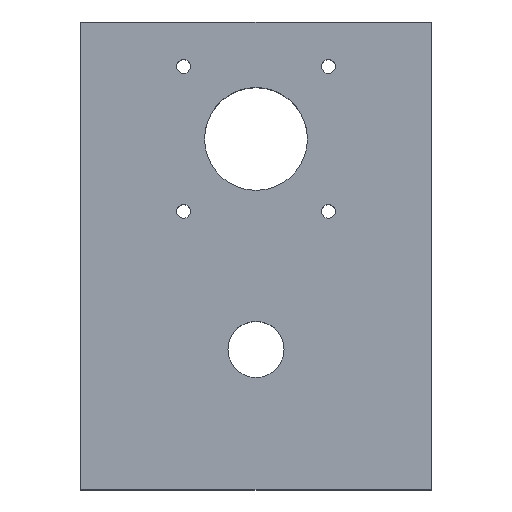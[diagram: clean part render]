
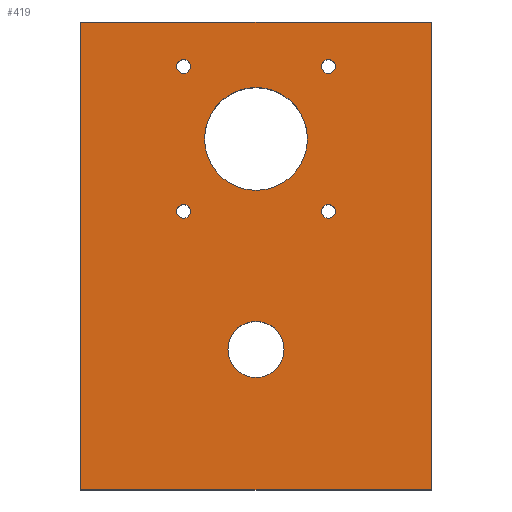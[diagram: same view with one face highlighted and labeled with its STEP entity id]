
A CAD part, top view. The second image highlights one B-rep face of the part: STEP entity #419.
In plain terms, the highlighted planar face has unit normal (0, 0, 1).
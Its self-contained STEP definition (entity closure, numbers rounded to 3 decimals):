
#23 = EDGE_CURVE ( 'NONE', #664, #668, #623, .T. ) ;
#25 = EDGE_CURVE ( 'NONE', #689, #687, #571, .T. ) ;
#27 = EDGE_CURVE ( 'NONE', #693, #692, #556, .T. ) ;
#55 = ORIENTED_EDGE ( 'NONE', *, *, #832, .T. ) ;
#56 = ORIENTED_EDGE ( 'NONE', *, *, #142, .F. ) ;
#57 = ORIENTED_EDGE ( 'NONE', *, *, #829, .T. ) ;
#75 = ORIENTED_EDGE ( 'NONE', *, *, #836, .T. ) ;
#76 = ORIENTED_EDGE ( 'NONE', *, *, #27, .T. ) ;
#86 = ORIENTED_EDGE ( 'NONE', *, *, #145, .T. ) ;
#91 = ORIENTED_EDGE ( 'NONE', *, *, #830, .T. ) ;
#116 = ORIENTED_EDGE ( 'NONE', *, *, #828, .T. ) ;
#117 = ORIENTED_EDGE ( 'NONE', *, *, #25, .T. ) ;
#120 = ORIENTED_EDGE ( 'NONE', *, *, #141, .T. ) ;
#123 = ORIENTED_EDGE ( 'NONE', *, *, #23, .T. ) ;
#125 = ORIENTED_EDGE ( 'NONE', *, *, #303, .T. ) ;
#126 = ORIENTED_EDGE ( 'NONE', *, *, #831, .T. ) ;
#127 = ORIENTED_EDGE ( 'NONE', *, *, #825, .T. ) ;
#131 = ORIENTED_EDGE ( 'NONE', *, *, #833, .F. ) ;
#134 = ORIENTED_EDGE ( 'NONE', *, *, #300, .T. ) ;
#141 = EDGE_CURVE ( 'NONE', #692, #693, #531, .T. ) ;
#142 = EDGE_CURVE ( 'NONE', #700, #684, #565, .T. ) ;
#145 = EDGE_CURVE ( 'NONE', #698, #681, #615, .T. ) ;
#176 = AXIS2_PLACEMENT_3D ( 'NONE', #742, #743, #744 ) ;
#179 = AXIS2_PLACEMENT_3D ( 'NONE', #731, #734, #735 ) ;
#180 = AXIS2_PLACEMENT_3D ( 'NONE', #736, #738, #739 ) ;
#181 = AXIS2_PLACEMENT_3D ( 'NONE', #746, #745, #747 ) ;
#183 = AXIS2_PLACEMENT_3D ( 'NONE', #755, #756, #757 ) ;
#188 = AXIS2_PLACEMENT_3D ( 'NONE', #784, #791, #792 ) ;
#189 = AXIS2_PLACEMENT_3D ( 'NONE', #799, #801, #802 ) ;
#205 = CARTESIAN_POINT ( 'NONE',  ( 51.5, 90.5, 0. ) ) ;
#207 = CARTESIAN_POINT ( 'NONE',  ( 0., 100., 0. ) ) ;
#209 = CARTESIAN_POINT ( 'NONE',  ( 26.5, 75., 0. ) ) ;
#214 = CARTESIAN_POINT ( 'NONE',  ( 0., 100., 0. ) ) ;
#220 = DIRECTION ( 'NONE',  ( 0., 0., -1. ) ) ;
#229 = DIRECTION ( 'NONE',  ( -1., 0., 0. ) ) ;
#233 = CARTESIAN_POINT ( 'NONE',  ( 20.5, 59.5, 0. ) ) ;
#237 = CARTESIAN_POINT ( 'NONE',  ( 23.5, 59.5, 0. ) ) ;
#241 = CARTESIAN_POINT ( 'NONE',  ( 48.5, 75., 0. ) ) ;
#245 = PLANE ( 'NONE',  #389 ) ;
#288 = CARTESIAN_POINT ( 'NONE',  ( 0., 0., 0. ) ) ;
#300 = EDGE_CURVE ( 'NONE', #695, #697, #548, .T. ) ;
#303 = EDGE_CURVE ( 'NONE', #668, #664, #564, .T. ) ;
#305 = CARTESIAN_POINT ( 'NONE',  ( 0., 100., 0. ) ) ;
#306 = DIRECTION ( 'NONE',  ( 0., -1., 0. ) ) ;
#309 = CARTESIAN_POINT ( 'NONE',  ( 37.5, 75., 0. ) ) ;
#311 = CARTESIAN_POINT ( 'NONE',  ( 37.5, 30., 0. ) ) ;
#314 = CARTESIAN_POINT ( 'NONE',  ( 54.5, 59.5, 0. ) ) ;
#316 = DIRECTION ( 'NONE',  ( 0., 0., -1. ) ) ;
#317 = DIRECTION ( 'NONE',  ( -1., 0., 0. ) ) ;
#318 = CARTESIAN_POINT ( 'NONE',  ( 53., 90.5, 0. ) ) ;
#319 = DIRECTION ( 'NONE',  ( 0., 0., -1. ) ) ;
#320 = DIRECTION ( 'NONE',  ( -1., 0., 0. ) ) ;
#322 = CARTESIAN_POINT ( 'NONE',  ( 22., 90.5, 0. ) ) ;
#323 = CARTESIAN_POINT ( 'NONE',  ( 37.5, 75., 0. ) ) ;
#324 = DIRECTION ( 'NONE',  ( 0., 0., -1. ) ) ;
#325 = DIRECTION ( 'NONE',  ( -1., 0., 0. ) ) ;
#327 = CARTESIAN_POINT ( 'NONE',  ( 51.5, 59.5, 0. ) ) ;
#329 = DIRECTION ( 'NONE',  ( 0., 0., -1. ) ) ;
#330 = DIRECTION ( 'NONE',  ( -1., 0., 0. ) ) ;
#331 = CARTESIAN_POINT ( 'NONE',  ( 0., 0., 0. ) ) ;
#332 = DIRECTION ( 'NONE',  ( 1., 0., 0. ) ) ;
#333 = CARTESIAN_POINT ( 'NONE',  ( 0., 100., 0. ) ) ;
#334 = DIRECTION ( 'NONE',  ( 1., 0., 0. ) ) ;
#337 = CARTESIAN_POINT ( 'NONE',  ( 43.5, 30., 0. ) ) ;
#342 = DIRECTION ( 'NONE',  ( -1., 0., 0. ) ) ;
#343 = CARTESIAN_POINT ( 'NONE',  ( 75., 0., 0. ) ) ;
#346 = CARTESIAN_POINT ( 'NONE',  ( 31.5, 30., 0. ) ) ;
#356 = DIRECTION ( 'NONE',  ( 0., 0., -1. ) ) ;
#362 = CARTESIAN_POINT ( 'NONE',  ( 23.5, 90.5, 0. ) ) ;
#364 = CARTESIAN_POINT ( 'NONE',  ( 20.5, 90.5, 0. ) ) ;
#365 = CARTESIAN_POINT ( 'NONE',  ( 54.5, 90.5, 0. ) ) ;
#367 = CARTESIAN_POINT ( 'NONE',  ( 75., 100., 0. ) ) ;
#383 = AXIS2_PLACEMENT_3D ( 'NONE', #311, #316, #317 ) ;
#389 = AXIS2_PLACEMENT_3D ( 'NONE', #214, #220, #229 ) ;
#400 = AXIS2_PLACEMENT_3D ( 'NONE', #309, #319, #320 ) ;
#401 = AXIS2_PLACEMENT_3D ( 'NONE', #322, #324, #325 ) ;
#402 = AXIS2_PLACEMENT_3D ( 'NONE', #323, #356, #342 ) ;
#403 = AXIS2_PLACEMENT_3D ( 'NONE', #318, #329, #330 ) ;
#419 = ADVANCED_FACE ( 'NONE', ( #558, #530, #518, #520, #608, #528, #517 ), #245, .F. ) ;
#462 = CIRCLE ( 'NONE', #403, 1.5 ) ;
#467 = LINE ( 'NONE', #333, #472 ) ;
#470 = CIRCLE ( 'NONE', #401, 1.5 ) ;
#472 = VECTOR ( 'NONE', #334, 1000. ) ;
#493 = LINE ( 'NONE', #305, #501 ) ;
#501 = VECTOR ( 'NONE', #306, 1000. ) ;
#509 = CIRCLE ( 'NONE', #402, 11. ) ;
#511 = CIRCLE ( 'NONE', #400, 11. ) ;
#515 = VECTOR ( 'NONE', #332, 1000. ) ;
#517 = FACE_OUTER_BOUND ( 'NONE', #551, .T. ) ;
#518 = FACE_BOUND ( 'NONE', #588, .T. ) ;
#520 = FACE_BOUND ( 'NONE', #532, .T. ) ;
#528 = FACE_BOUND ( 'NONE', #622, .T. ) ;
#530 = FACE_BOUND ( 'NONE', #621, .T. ) ;
#531 = CIRCLE ( 'NONE', #181, 1.5 ) ;
#532 = EDGE_LOOP ( 'NONE', ( #123, #125 ) ) ;
#548 = CIRCLE ( 'NONE', #188, 1.5 ) ;
#551 = EDGE_LOOP ( 'NONE', ( #55, #56, #131, #127 ) ) ;
#556 = CIRCLE ( 'NONE', #176, 1.5 ) ;
#558 = FACE_BOUND ( 'NONE', #600, .T. ) ;
#562 = VECTOR ( 'NONE', #749, 1000. ) ;
#564 = CIRCLE ( 'NONE', #189, 1.5 ) ;
#565 = LINE ( 'NONE', #748, #562 ) ;
#571 = CIRCLE ( 'NONE', #180, 6. ) ;
#588 = EDGE_LOOP ( 'NONE', ( #57, #75 ) ) ;
#600 = EDGE_LOOP ( 'NONE', ( #91, #134 ) ) ;
#608 = FACE_BOUND ( 'NONE', #635, .T. ) ;
#615 = CIRCLE ( 'NONE', #183, 1.5 ) ;
#621 = EDGE_LOOP ( 'NONE', ( #126, #86 ) ) ;
#622 = EDGE_LOOP ( 'NONE', ( #116, #117 ) ) ;
#623 = CIRCLE ( 'NONE', #179, 1.5 ) ;
#635 = EDGE_LOOP ( 'NONE', ( #76, #120 ) ) ;
#640 = LINE ( 'NONE', #331, #515 ) ;
#643 = CIRCLE ( 'NONE', #383, 6. ) ;
#664 = VERTEX_POINT ( 'NONE', #233 ) ;
#665 = VERTEX_POINT ( 'NONE', #209 ) ;
#668 = VERTEX_POINT ( 'NONE', #237 ) ;
#670 = VERTEX_POINT ( 'NONE', #241 ) ;
#672 = VERTEX_POINT ( 'NONE', #288 ) ;
#676 = VERTEX_POINT ( 'NONE', #207 ) ;
#681 = VERTEX_POINT ( 'NONE', #205 ) ;
#684 = VERTEX_POINT ( 'NONE', #343 ) ;
#687 = VERTEX_POINT ( 'NONE', #346 ) ;
#689 = VERTEX_POINT ( 'NONE', #337 ) ;
#692 = VERTEX_POINT ( 'NONE', #314 ) ;
#693 = VERTEX_POINT ( 'NONE', #327 ) ;
#695 = VERTEX_POINT ( 'NONE', #362 ) ;
#697 = VERTEX_POINT ( 'NONE', #364 ) ;
#698 = VERTEX_POINT ( 'NONE', #365 ) ;
#700 = VERTEX_POINT ( 'NONE', #367 ) ;
#731 = CARTESIAN_POINT ( 'NONE',  ( 22., 59.5, 0. ) ) ;
#734 = DIRECTION ( 'NONE',  ( 0., 0., -1. ) ) ;
#735 = DIRECTION ( 'NONE',  ( -1., 0., 0. ) ) ;
#736 = CARTESIAN_POINT ( 'NONE',  ( 37.5, 30., 0. ) ) ;
#738 = DIRECTION ( 'NONE',  ( 0., 0., -1. ) ) ;
#739 = DIRECTION ( 'NONE',  ( -1., 0., 0. ) ) ;
#742 = CARTESIAN_POINT ( 'NONE',  ( 53., 59.5, 0. ) ) ;
#743 = DIRECTION ( 'NONE',  ( 0., 0., -1. ) ) ;
#744 = DIRECTION ( 'NONE',  ( -1., 0., 0. ) ) ;
#745 = DIRECTION ( 'NONE',  ( 0., 0., -1. ) ) ;
#746 = CARTESIAN_POINT ( 'NONE',  ( 53., 59.5, 0. ) ) ;
#747 = DIRECTION ( 'NONE',  ( -1., 0., 0. ) ) ;
#748 = CARTESIAN_POINT ( 'NONE',  ( 75., 100., 0. ) ) ;
#749 = DIRECTION ( 'NONE',  ( 0., -1., 0. ) ) ;
#755 = CARTESIAN_POINT ( 'NONE',  ( 53., 90.5, 0. ) ) ;
#756 = DIRECTION ( 'NONE',  ( 0., 0., -1. ) ) ;
#757 = DIRECTION ( 'NONE',  ( -1., 0., 0. ) ) ;
#784 = CARTESIAN_POINT ( 'NONE',  ( 22., 90.5, 0. ) ) ;
#791 = DIRECTION ( 'NONE',  ( 0., 0., -1. ) ) ;
#792 = DIRECTION ( 'NONE',  ( -1., 0., 0. ) ) ;
#799 = CARTESIAN_POINT ( 'NONE',  ( 22., 59.5, 0. ) ) ;
#801 = DIRECTION ( 'NONE',  ( 0., 0., -1. ) ) ;
#802 = DIRECTION ( 'NONE',  ( -1., 0., 0. ) ) ;
#825 = EDGE_CURVE ( 'NONE', #676, #672, #493, .T. ) ;
#828 = EDGE_CURVE ( 'NONE', #687, #689, #643, .T. ) ;
#829 = EDGE_CURVE ( 'NONE', #665, #670, #511, .T. ) ;
#830 = EDGE_CURVE ( 'NONE', #697, #695, #470, .T. ) ;
#831 = EDGE_CURVE ( 'NONE', #681, #698, #462, .T. ) ;
#832 = EDGE_CURVE ( 'NONE', #672, #684, #640, .T. ) ;
#833 = EDGE_CURVE ( 'NONE', #676, #700, #467, .T. ) ;
#836 = EDGE_CURVE ( 'NONE', #670, #665, #509, .T. ) ;
